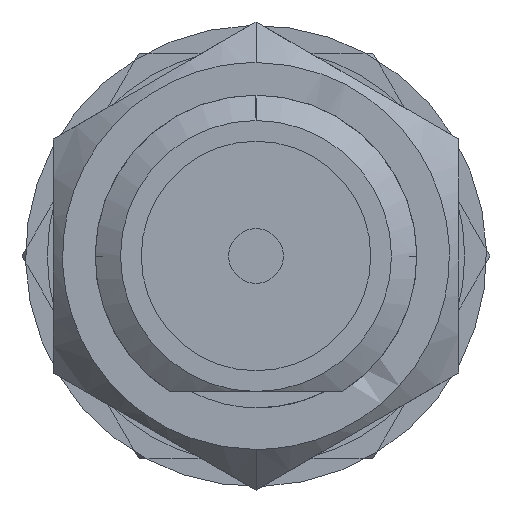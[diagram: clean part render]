
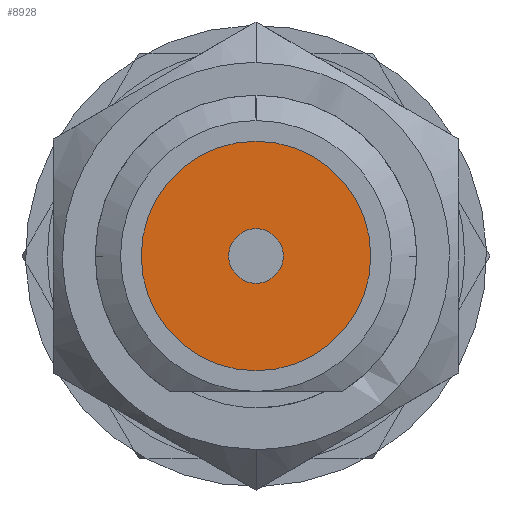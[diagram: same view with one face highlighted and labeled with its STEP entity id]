
A CAD part, left-side view. The second image highlights one B-rep face of the part: STEP entity #8928.
In plain terms, the highlighted planar face has unit normal (-1, 0, 0).
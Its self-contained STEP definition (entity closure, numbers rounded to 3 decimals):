
#447 = CARTESIAN_POINT ( 'NONE',  ( -212.8, 0., 0. ) ) ;
#633 = EDGE_CURVE ( 'NONE', #8535, #6044, #10143, .T. ) ;
#672 = AXIS2_PLACEMENT_3D ( 'NONE', #5833, #3689, #5744 ) ;
#981 = AXIS2_PLACEMENT_3D ( 'NONE', #447, #6405, #7522 ) ;
#1174 = CIRCLE ( 'NONE', #981, 2.265 ) ;
#2291 = DIRECTION ( 'NONE',  ( 1., 0., 0. ) ) ;
#2581 = CARTESIAN_POINT ( 'NONE',  ( -212.8, 0., -0.54 ) ) ;
#2601 = AXIS2_PLACEMENT_3D ( 'NONE', #4750, #10526, #7613 ) ;
#2640 = AXIS2_PLACEMENT_3D ( 'NONE', #6362, #2291, #9362 ) ;
#3213 = EDGE_LOOP ( 'NONE', ( #9905, #7320 ) ) ;
#3402 = PLANE ( 'NONE',  #2640 ) ;
#3689 = DIRECTION ( 'NONE',  ( -1., 0., 0. ) ) ;
#4477 = DIRECTION ( 'NONE',  ( 0., 0., -1. ) ) ;
#4584 = CARTESIAN_POINT ( 'NONE',  ( -212.8, 0., -2.265 ) ) ;
#4750 = CARTESIAN_POINT ( 'NONE',  ( -212.8, 0., 0. ) ) ;
#5741 = EDGE_CURVE ( 'NONE', #5885, #7445, #1174, .T. ) ;
#5744 = DIRECTION ( 'NONE',  ( 0., 0., -1. ) ) ;
#5833 = CARTESIAN_POINT ( 'NONE',  ( -212.8, 0., 0. ) ) ;
#5885 = VERTEX_POINT ( 'NONE', #4584 ) ;
#6044 = VERTEX_POINT ( 'NONE', #2581 ) ;
#6362 = CARTESIAN_POINT ( 'NONE',  ( -212.8, 0., 0. ) ) ;
#6405 = DIRECTION ( 'NONE',  ( -1., 0., 0. ) ) ;
#7316 = EDGE_CURVE ( 'NONE', #6044, #8535, #9337, .T. ) ;
#7320 = ORIENTED_EDGE ( 'NONE', *, *, #11065, .T. ) ;
#7445 = VERTEX_POINT ( 'NONE', #11827 ) ;
#7522 = DIRECTION ( 'NONE',  ( 0., 0., -1. ) ) ;
#7613 = DIRECTION ( 'NONE',  ( 0., 0., -1. ) ) ;
#8429 = CARTESIAN_POINT ( 'NONE',  ( -212.8, 0., 0. ) ) ;
#8498 = FACE_OUTER_BOUND ( 'NONE', #3213, .T. ) ;
#8535 = VERTEX_POINT ( 'NONE', #11357 ) ;
#8781 = ORIENTED_EDGE ( 'NONE', *, *, #7316, .F. ) ;
#8928 = ADVANCED_FACE ( 'NONE', ( #8498, #11586 ), #3402, .F. ) ;
#9178 = CIRCLE ( 'NONE', #12773, 2.265 ) ;
#9337 = CIRCLE ( 'NONE', #672, 0.54 ) ;
#9362 = DIRECTION ( 'NONE',  ( 0., 1., 0. ) ) ;
#9905 = ORIENTED_EDGE ( 'NONE', *, *, #5741, .T. ) ;
#10143 = CIRCLE ( 'NONE', #2601, 0.54 ) ;
#10331 = DIRECTION ( 'NONE',  ( -1., 0., 0. ) ) ;
#10526 = DIRECTION ( 'NONE',  ( -1., 0., 0. ) ) ;
#11065 = EDGE_CURVE ( 'NONE', #7445, #5885, #9178, .T. ) ;
#11357 = CARTESIAN_POINT ( 'NONE',  ( -212.8, 0., 0.54 ) ) ;
#11586 = FACE_BOUND ( 'NONE', #11850, .T. ) ;
#11827 = CARTESIAN_POINT ( 'NONE',  ( -212.8, 0., 2.265 ) ) ;
#11850 = EDGE_LOOP ( 'NONE', ( #8781, #12530 ) ) ;
#12530 = ORIENTED_EDGE ( 'NONE', *, *, #633, .F. ) ;
#12773 = AXIS2_PLACEMENT_3D ( 'NONE', #8429, #10331, #4477 ) ;
